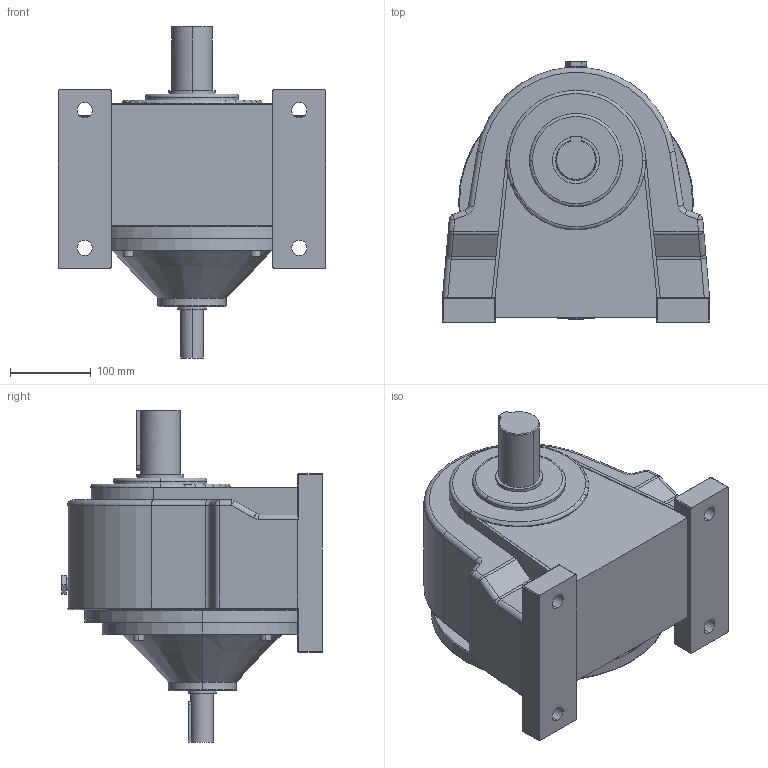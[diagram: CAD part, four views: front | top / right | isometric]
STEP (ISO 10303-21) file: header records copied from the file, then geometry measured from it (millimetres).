
FILE_DESCRIPTION (( 'STEP AP214' ), '1' );
FILE_NAME ('STP_50_2200W 3HP_HO梓袧_2.step', '2021-09-01T03:24:29', ( 'IT Division' ), ( 'IT' ), 'SwSTEP 2.0', 'SolidWorks 2016', '' );
FILE_SCHEMA (( 'AUTOMOTIVE_DESIGN' ));
Length unit declared in the file: millimetre
Products named in the file (1): STP_50_2200W 3HP_HO梓袧_2
Bounding box: 330 x 321.78 x 410 mm (x, y, z)
Volume: 15093603 mm3; surface area: 666876.4 mm2
Topology: 4 solids, 4 shells, 223 faces, 525 edges, 317 vertices
Faces by surface type: plane 92, cylinder 85, torus 28, sphere 13, cone 3, bspline 2
Entity records: 6772 total; most frequent: CARTESIAN_POINT 1280, DIRECTION 1144, ORIENTED_EDGE 1034, EDGE_CURVE 517, AXIS2_PLACEMENT_3D 431, VERTEX_POINT 317, VECTOR 282, LINE 282
